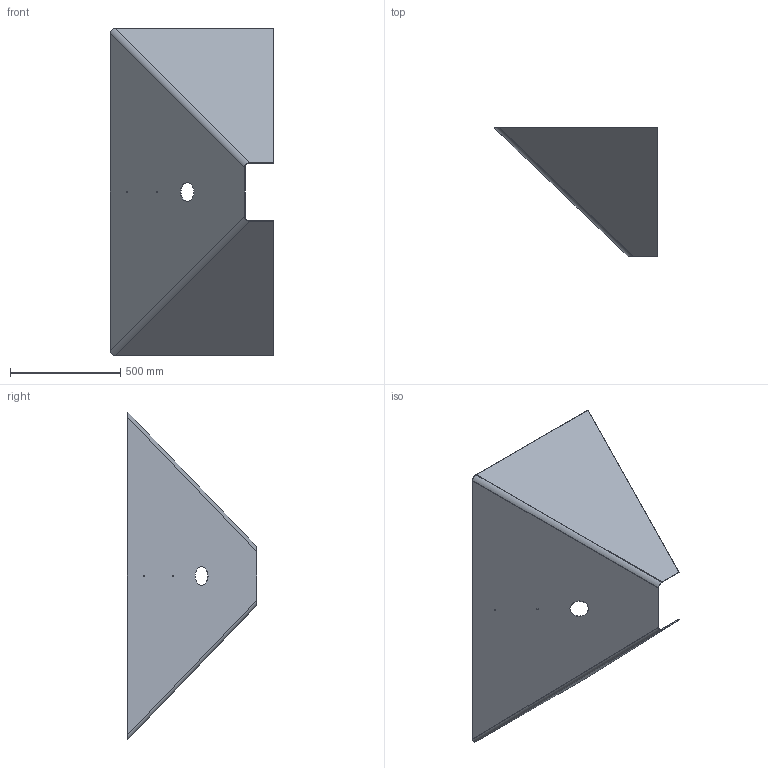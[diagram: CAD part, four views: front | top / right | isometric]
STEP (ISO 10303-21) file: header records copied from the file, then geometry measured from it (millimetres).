
FILE_DESCRIPTION (( 'STEP AP203' ), '1' );
FILE_NAME ('AWS-A-010330_REV_1.step', '2025-08-15T23:08:20', ( '' ), ( '' ), 'SwSTEP 2.0', 'SolidWorks 2024', '' );
FILE_SCHEMA (( 'CONFIG_CONTROL_DESIGN' ));
Length unit declared in the file: millimetre
Products named in the file (1): AWS-A-010330_REV_1
Bounding box: 740 x 585.48 x 1480 mm (x, y, z)
Volume: 4358611.3 mm3; surface area: 2922032.4 mm2
Topology: 1 solids, 1 shells, 32 faces, 74 edges, 44 vertices
Faces by surface type: plane 22, bspline 8, cylinder 2
Entity records: 1167 total; most frequent: CARTESIAN_POINT 419, ORIENTED_EDGE 148, DIRECTION 108, EDGE_CURVE 74, LINE 50, VECTOR 50, VERTEX_POINT 44, EDGE_LOOP 38
